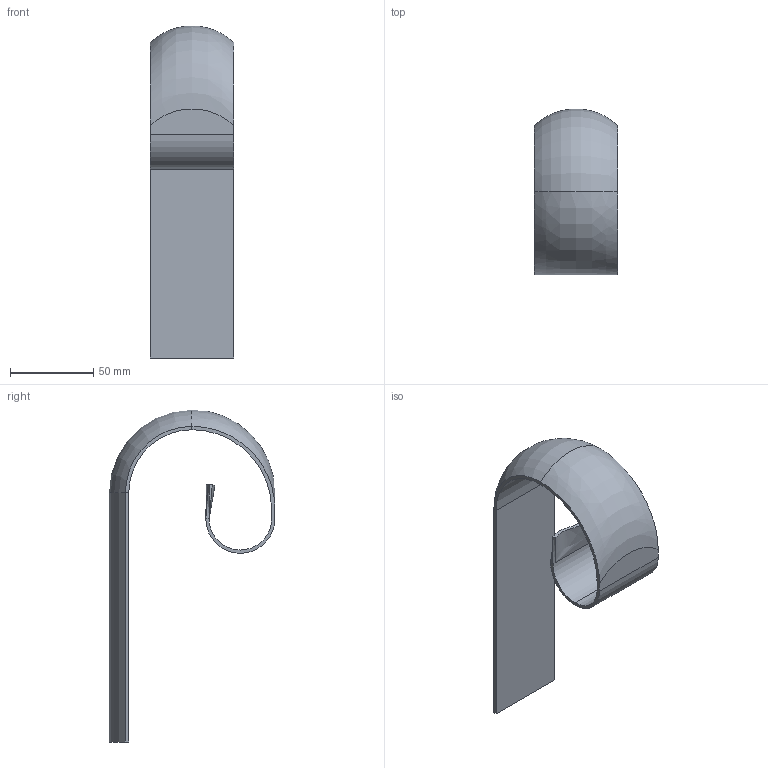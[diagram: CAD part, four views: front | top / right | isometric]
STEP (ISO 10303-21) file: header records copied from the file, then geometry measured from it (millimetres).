
FILE_DESCRIPTION (( 'STEP AP203' ), '1' );
FILE_NAME ('0512076.STEP', '2025-04-15T13:19:08', ( '' ), ( '' ), 'SwSTEP 2.0', 'SolidWorks 2023', '' );
FILE_SCHEMA (( 'CONFIG_CONTROL_DESIGN' ));
Length unit declared in the file: millimetre
Products named in the file (1): 0512076
Bounding box: 50 x 99.87 x 199.87 mm (x, y, z)
Volume: 130199.6 mm3; surface area: 42804.2 mm2
Topology: 2 solids, 2 shells, 30 faces, 91 edges, 65 vertices
Faces by surface type: plane 13, cylinder 9, bspline 7, torus 1
Entity records: 1654 total; most frequent: CARTESIAN_POINT 765, ORIENTED_EDGE 182, DIRECTION 159, EDGE_CURVE 91, VERTEX_POINT 65, AXIS2_PLACEMENT_3D 60, VECTOR 39, LINE 39
